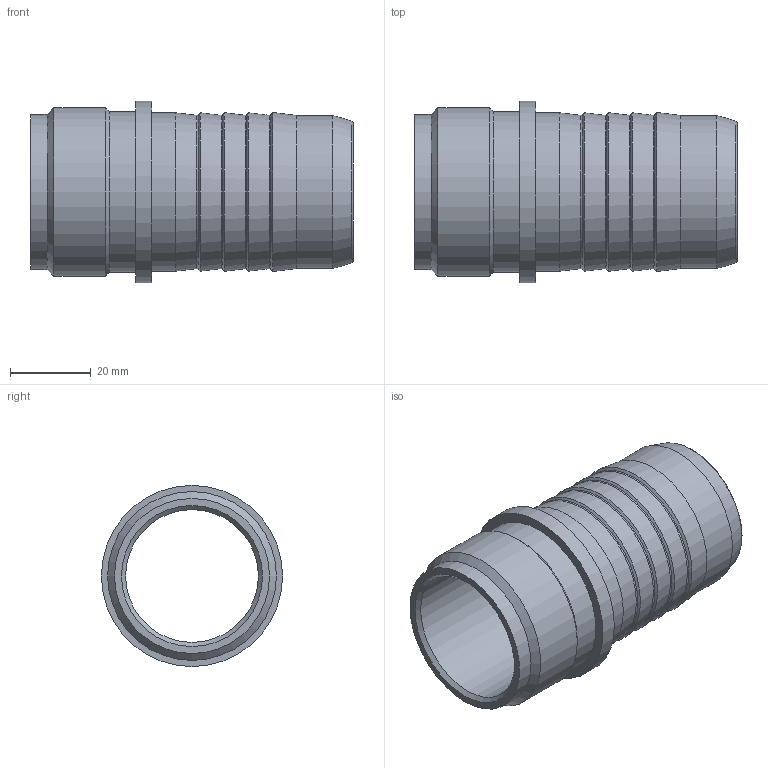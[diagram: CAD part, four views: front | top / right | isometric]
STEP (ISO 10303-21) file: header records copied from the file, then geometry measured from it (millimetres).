
FILE_DESCRIPTION(/* description */ ('EINSCHRAUBTÜLLE G 1.1/4"'),/* implementation_level */ '2;1');
FILE_NAME(/* name */ 'mstp-38_35t.stp',/* time_stamp */ '2020-04-21T08:45:30+02:00',/* author */ ('schnellinger'),/* organization */ (''),/* preprocessor_version */ 'ST-DEVELOPER v17',/* originating_system */ 'Autodesk Inventor 2018',/* authorisation */ '29868,68 mm^3');
FILE_SCHEMA (('AUTOMOTIVE_DESIGN { 1 0 10303 214 3 1 1 }'));
Length unit declared in the file: millimetre
Products named in the file (1): MSTP-38/35T-F
Bounding box: 80 x 45 x 45 mm (x, y, z)
Volume: 29868.7 mm3; surface area: 19609.1 mm2
Topology: 1 solids, 1 shells, 29 faces, 90 edges, 65 vertices
Faces by surface type: cone 13, cylinder 7, torus 5, plane 4
Full cylindrical faces by diameter (mm): 33 x1, 38 x1, 38.5 x1, 39.358 x1, 40 x1, 41.91 x1, 45 x1
Entity records: 1153 total; most frequent: DIRECTION 220, CARTESIAN_POINT 185, ORIENTED_EDGE 180, AXIS2_PLACEMENT_3D 100, EDGE_CURVE 90, CIRCLE 70, VERTEX_POINT 65, EDGE_LOOP 33
